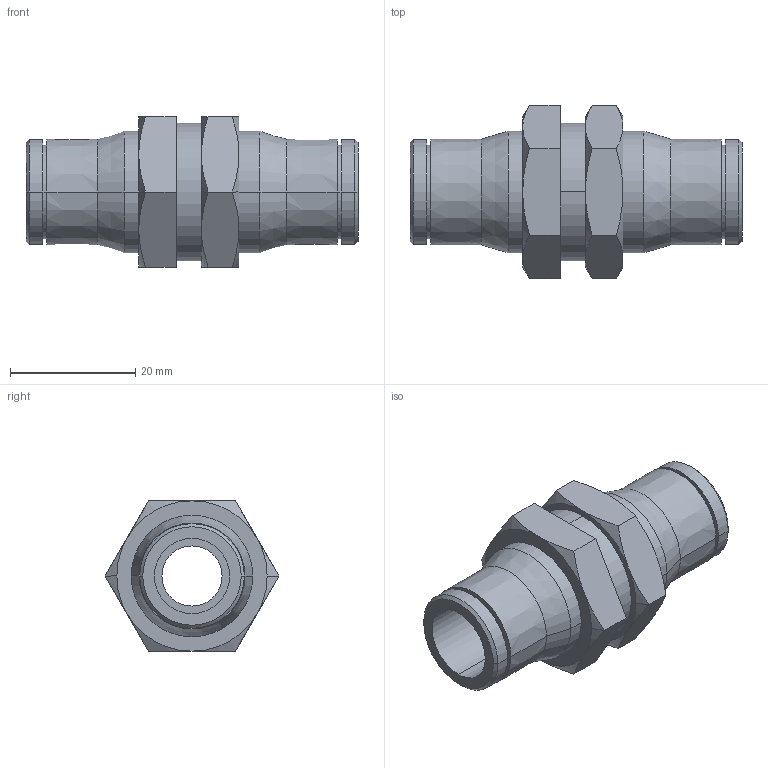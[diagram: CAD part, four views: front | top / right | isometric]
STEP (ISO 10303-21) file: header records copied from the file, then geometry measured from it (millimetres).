
FILE_DESCRIPTION(('STEP AP214'),'1');
FILE_NAME('3816_12_00.stp','2016-07-07T14:27:28',('TraceParts'),('TraceParts S.A.'),'Spatial InterOp 3D',' ',' ');
FILE_SCHEMA(('automotive_design'));
Length unit declared in the file: millimetre
Products named in the file (2): 1; 2
Bounding box: 53 x 27.71 x 24 mm (x, y, z)
Volume: 10856.1 mm3; surface area: 7128.1 mm2
Topology: 2 solids, 2 shells, 88 faces, 186 edges, 110 vertices
Faces by surface type: cone 46, plane 24, cylinder 18
Entity records: 2414 total; most frequent: CARTESIAN_POINT 530, DIRECTION 416, ORIENTED_EDGE 372, EDGE_CURVE 186, AXIS2_PLACEMENT_3D 176, VERTEX_POINT 110, EDGE_LOOP 100, ADVANCED_FACE 88
